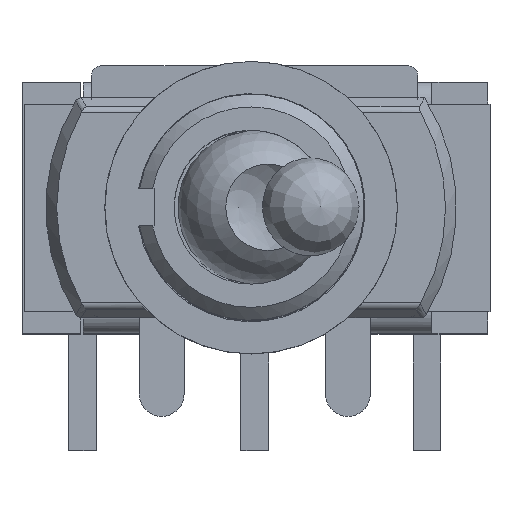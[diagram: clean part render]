
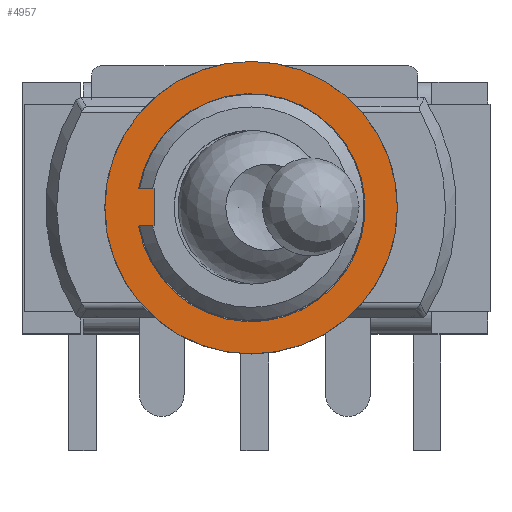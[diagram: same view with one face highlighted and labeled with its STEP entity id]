
A CAD part, top view. The second image highlights one B-rep face of the part: STEP entity #4957.
In plain terms, the highlighted planar face has unit normal (0, 0, 1).
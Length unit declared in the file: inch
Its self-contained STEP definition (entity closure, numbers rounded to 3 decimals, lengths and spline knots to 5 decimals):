
#30=FACE_BOUND('',#508,.T.);
#224=FACE_OUTER_BOUND('',#507,.T.);
#507=EDGE_LOOP('',(#3469));
#508=EDGE_LOOP('',(#3470,#3471,#3472,#3473));
#777=CIRCLE('',#5282,0.12244);
#780=CIRCLE('',#5290,0.15709);
#950=LINE('',#7596,#1502);
#959=LINE('',#7617,#1511);
#961=LINE('',#7623,#1513);
#1502=VECTOR('',#5853,0.3937);
#1511=VECTOR('',#5872,0.3937);
#1513=VECTOR('',#5882,0.3937);
#2071=VERTEX_POINT('',#7593);
#2072=VERTEX_POINT('',#7595);
#2078=VERTEX_POINT('',#7614);
#2079=VERTEX_POINT('',#7616);
#2080=VERTEX_POINT('',#7630);
#2587=EDGE_CURVE('',#2072,#2071,#950,.T.);
#2597=EDGE_CURVE('',#2079,#2078,#959,.T.);
#2600=EDGE_CURVE('',#2078,#2072,#777,.T.);
#2601=EDGE_CURVE('',#2071,#2079,#961,.T.);
#2604=EDGE_CURVE('',#2080,#2080,#780,.T.);
#3469=ORIENTED_EDGE('',*,*,#2604,.F.);
#3470=ORIENTED_EDGE('',*,*,#2597,.T.);
#3471=ORIENTED_EDGE('',*,*,#2600,.T.);
#3472=ORIENTED_EDGE('',*,*,#2587,.T.);
#3473=ORIENTED_EDGE('',*,*,#2601,.T.);
#4741=PLANE('',#5291);
#4957=ADVANCED_FACE('',(#224,#30),#4741,.F.);
#5282=AXIS2_PLACEMENT_3D('',#7621,#5878,#5879);
#5290=AXIS2_PLACEMENT_3D('',#7631,#5895,#5896);
#5291=AXIS2_PLACEMENT_3D('',#7633,#5898,#5899);
#5853=DIRECTION('',(1.,0.,0.));
#5872=DIRECTION('',(-1.,0.,0.));
#5878=DIRECTION('center_axis',(0.,0.,
-1.));
#5879=DIRECTION('ref_axis',(-0.986,-0.164,0.));
#5882=DIRECTION('',(0.,1.,0.));
#5895=DIRECTION('center_axis',(0.,0.,
-1.));
#5896=DIRECTION('ref_axis',(-1.,0.,0.));
#5898=DIRECTION('center_axis',(0.,0.,
-1.));
#5899=DIRECTION('ref_axis',(-1.,0.,0.));
#7593=CARTESIAN_POINT('',(-0.10766,-0.02008,0.42992));
#7595=CARTESIAN_POINT('',(-0.1247,-0.02008,0.42992));
#7596=CARTESIAN_POINT('',(-0.06431,-0.02008,0.42992));
#7614=CARTESIAN_POINT('',(-0.1247,0.02008,0.42992));
#7616=CARTESIAN_POINT('',(-0.10766,0.02008,0.42992));
#7617=CARTESIAN_POINT('',(-0.05579,0.02008,0.42992));
#7621=CARTESIAN_POINT('Origin',(-0.00392,0.,
0.42992));
#7623=CARTESIAN_POINT('',(-0.10766,-0.01004,0.42992));
#7630=CARTESIAN_POINT('',(0.15317,0.,0.42992));
#7631=CARTESIAN_POINT('Origin',(-0.00392,0.,
0.42992));
#7633=CARTESIAN_POINT('Origin',(-0.00392,0.,
0.42992));
